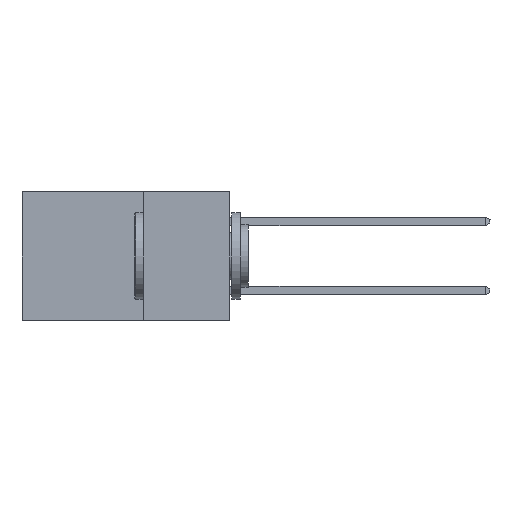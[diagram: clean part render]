
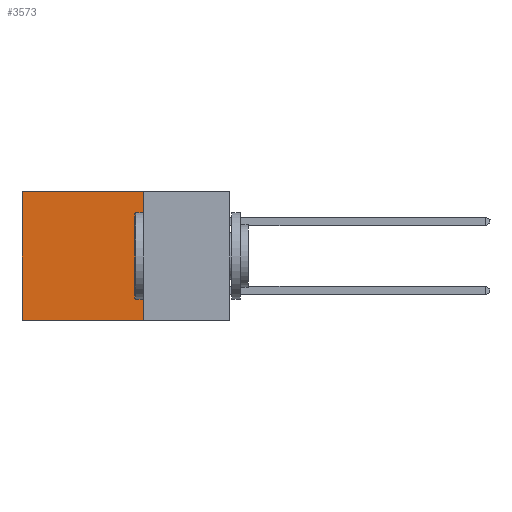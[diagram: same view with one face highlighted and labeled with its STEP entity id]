
A CAD part, left-side view. The second image highlights one B-rep face of the part: STEP entity #3573.
In plain terms, the highlighted planar face has unit normal (-1, 0, 0).
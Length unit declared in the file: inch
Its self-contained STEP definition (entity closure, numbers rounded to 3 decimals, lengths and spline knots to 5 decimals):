
#748 = FACE_OUTER_BOUND ( 'NONE', #8628, .T. ) ;
#904 = DIRECTION ( 'NONE',  ( 0., 1., 0. ) ) ;
#2066 = ORIENTED_EDGE ( 'NONE', *, *, #16241, .F. ) ;
#2834 = ORIENTED_EDGE ( 'NONE', *, *, #15621, .T. ) ;
#3271 = VERTEX_POINT ( 'NONE', #16397 ) ;
#3403 = VECTOR ( 'NONE', #904, 39.37008 ) ;
#3573 = ADVANCED_FACE ( 'NONE', ( #748 ), #23268, .F. ) ;
#4983 = DIRECTION ( 'NONE',  ( 0., 0., -1. ) ) ;
#5931 = ORIENTED_EDGE ( 'NONE', *, *, #11717, .F. ) ;
#6681 = AXIS2_PLACEMENT_3D ( 'NONE', #8371, #13490, #13717 ) ;
#7333 = VECTOR ( 'NONE', #16667, 39.37008 ) ;
#7593 = CARTESIAN_POINT ( 'NONE',  ( 0.2615, 0.6, -0.37 ) ) ;
#7942 = LINE ( 'NONE', #9676, #3403 ) ;
#8371 = CARTESIAN_POINT ( 'NONE',  ( 0.2615, 0.25, -0.37 ) ) ;
#8628 = EDGE_LOOP ( 'NONE', ( #23908, #5931, #2066, #2834 ) ) ;
#9163 = LINE ( 'NONE', #18485, #7333 ) ;
#9320 = CARTESIAN_POINT ( 'NONE',  ( 0.2615, 0.25, -0.37 ) ) ;
#9676 = CARTESIAN_POINT ( 'NONE',  ( 0.2615, 0.25, 0. ) ) ;
#9785 = VERTEX_POINT ( 'NONE', #16052 ) ;
#11110 = DIRECTION ( 'NONE',  ( 0., 1., 0. ) ) ;
#11717 = EDGE_CURVE ( 'NONE', #3271, #13216, #21987, .T. ) ;
#12901 = VERTEX_POINT ( 'NONE', #17300 ) ;
#13216 = VERTEX_POINT ( 'NONE', #7593 ) ;
#13490 = DIRECTION ( 'NONE',  ( 1., 0., 0. ) ) ;
#13717 = DIRECTION ( 'NONE',  ( 0., 0., -1. ) ) ;
#14982 = VECTOR ( 'NONE', #4983, 39.37008 ) ;
#15621 = EDGE_CURVE ( 'NONE', #12901, #9785, #7942, .T. ) ;
#16052 = CARTESIAN_POINT ( 'NONE',  ( 0.2615, 0.6, 0. ) ) ;
#16241 = EDGE_CURVE ( 'NONE', #12901, #3271, #17958, .T. ) ;
#16397 = CARTESIAN_POINT ( 'NONE',  ( 0.2615, 0.25, -0.37 ) ) ;
#16667 = DIRECTION ( 'NONE',  ( 0., 0., -1. ) ) ;
#17300 = CARTESIAN_POINT ( 'NONE',  ( 0.2615, 0.25, 0. ) ) ;
#17958 = LINE ( 'NONE', #19863, #14982 ) ;
#18485 = CARTESIAN_POINT ( 'NONE',  ( 0.2615, 0.6, -0.37 ) ) ;
#19125 = EDGE_CURVE ( 'NONE', #9785, #13216, #9163, .T. ) ;
#19863 = CARTESIAN_POINT ( 'NONE',  ( 0.2615, 0.25, -0.37 ) ) ;
#20406 = VECTOR ( 'NONE', #11110, 39.37008 ) ;
#21987 = LINE ( 'NONE', #9320, #20406 ) ;
#23268 = PLANE ( 'NONE',  #6681 ) ;
#23908 = ORIENTED_EDGE ( 'NONE', *, *, #19125, .T. ) ;
